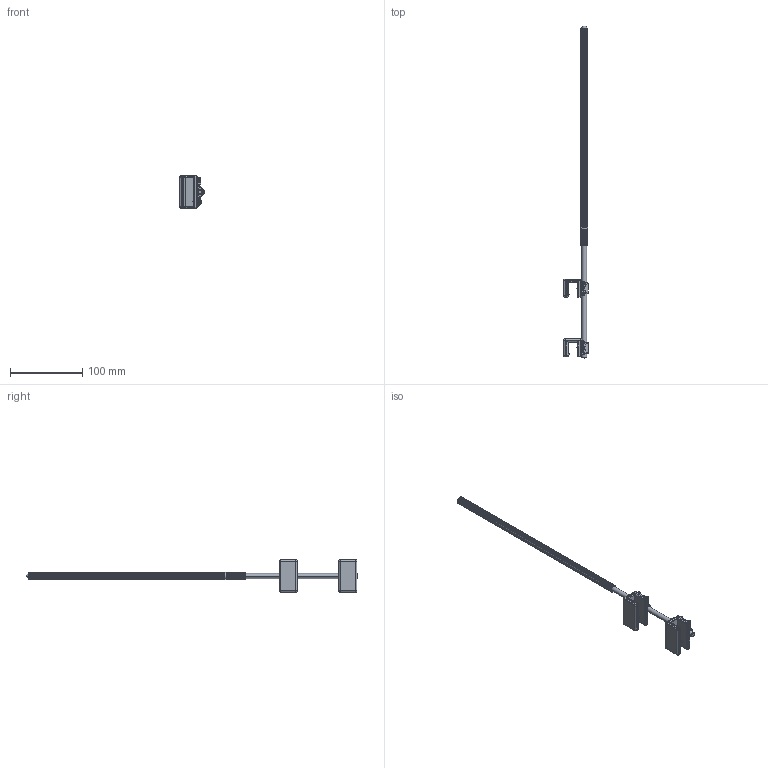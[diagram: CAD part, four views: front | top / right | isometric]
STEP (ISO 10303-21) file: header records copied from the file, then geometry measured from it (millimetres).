
FILE_DESCRIPTION (( 'STEP AP214' ), '1' );
FILE_NAME ('SOPORTE PANTALON_42089014.STEP', '2022-04-25T09:40:08', ( '' ), ( '' ), 'SwSTEP 2.0', 'SolidWorks 2018', '' );
FILE_SCHEMA (( 'AUTOMOTIVE_DESIGN' ));
Length unit declared in the file: millimetre
Products named in the file (6): varilla pantalonero unitaria^SOPORTE PANTALON_42089014; PD00134 tubo antideslizante L300^SOPORTE PANTALON_42089014; SOPORTE PANTALON_42089014; Copia de _3DContentCentral_Tornillo_J_Din7981C^SOPORTE PANTALON_42089014_79814B  89,5-mattssons; fijacion varilla^SOPORTE PANTALON_42089014; ACCESORIO PANTALONERO 9^SOPORTE PANTALON_42089014
Assembly tree (8 placements, depth 2):
  SOPORTE PANTALON_42089014
    varilla pantalonero unitaria^SOPORTE PANTALON_42089014
    PD00134 tubo antideslizante L300^SOPORTE PANTALON_42089014
    fijacion varilla^SOPORTE PANTALON_42089014  x2
    ACCESORIO PANTALONERO 9^SOPORTE PANTALON_42089014  x2
    Copia de _3DContentCentral_Tornillo_J_Din7981C^SOPORTE PANTALON_42089014_79814B  89,5-mattssons  x2
Bounding box: 34.4 x 460 x 45 mm (x, y, z)
Volume: 59957.1 mm3; surface area: 49276.2 mm2
Topology: 8 solids, 8 shells, 707 faces, 1858 edges, 1115 vertices
Faces by surface type: cylinder 330, plane 233, torus 50, cone 46, sphere 42, bspline 6
Entity records: 12829 total; most frequent: CARTESIAN_POINT 2724, DIRECTION 2196, ORIENTED_EDGE 2042, EDGE_CURVE 1021, AXIS2_PLACEMENT_3D 826, VERTEX_POINT 631, LINE 544, VECTOR 544
